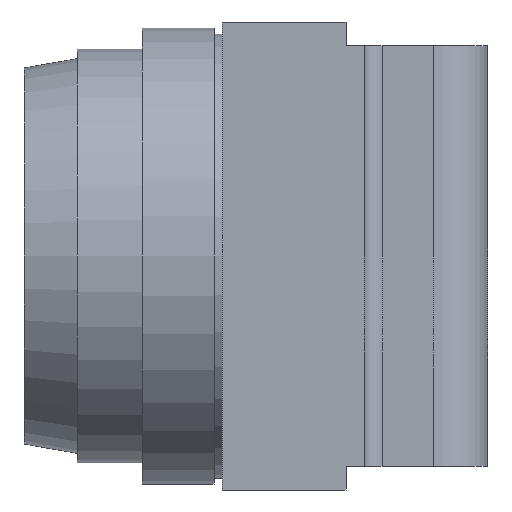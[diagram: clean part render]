
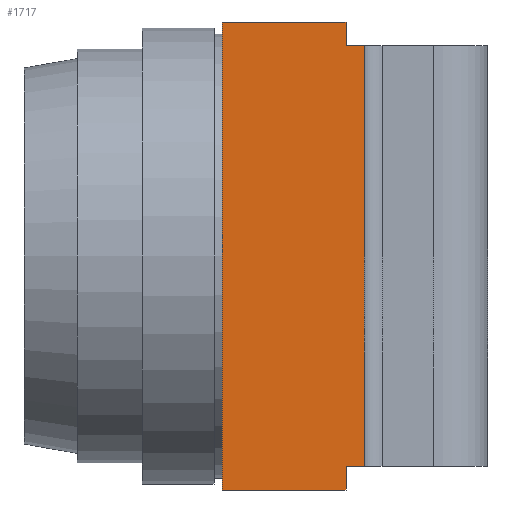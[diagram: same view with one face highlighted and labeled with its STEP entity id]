
A CAD part, left-side view. The second image highlights one B-rep face of the part: STEP entity #1717.
In plain terms, the highlighted planar face has unit normal (-1, 0, 0).
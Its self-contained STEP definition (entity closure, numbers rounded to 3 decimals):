
#765 = CARTESIAN_POINT ( 'NONE',  ( -20., 0., -19.5 ) ) ;
#766 = DIRECTION ( 'NONE',  ( 0., 0., 1. ) ) ;
#767 = VECTOR ( 'NONE', #766, 1000. ) ;
#768 = CARTESIAN_POINT ( 'NONE',  ( -20., 0., -19.5 ) ) ;
#769 = DIRECTION ( 'NONE',  ( 0., 0., -1. ) ) ;
#770 = DIRECTION ( 'NONE',  ( 1., 0., 0. ) ) ;
#771 = CARTESIAN_POINT ( 'NONE',  ( -20., 10.3, -19.5 ) ) ;
#772 = AXIS2_PLACEMENT_3D ( 'NONE', #771, #770, #769 ) ;
#773 = LINE ( 'NONE', #768, #767 ) ;
#774 = PLANE ( 'NONE',  #772 ) ;
#852 = FACE_OUTER_BOUND ( 'NONE', #1718, .T. ) ;
#863 = CARTESIAN_POINT ( 'NONE',  ( -20., -1.5, -17.5 ) ) ;
#864 = DIRECTION ( 'NONE',  ( 0., -1., 0. ) ) ;
#865 = VECTOR ( 'NONE', #864, 1000. ) ;
#866 = CARTESIAN_POINT ( 'NONE',  ( -20., -1.5, -17.5 ) ) ;
#867 = LINE ( 'NONE', #866, #865 ) ;
#872 = CARTESIAN_POINT ( 'NONE',  ( -20., 0., -17.5 ) ) ;
#1347 = DIRECTION ( 'NONE',  ( 0., 0., 1. ) ) ;
#1348 = VECTOR ( 'NONE', #1347, 1000. ) ;
#1349 = CARTESIAN_POINT ( 'NONE',  ( -20., 0., -19.5 ) ) ;
#1350 = LINE ( 'NONE', #1349, #1348 ) ;
#1351 = CARTESIAN_POINT ( 'NONE',  ( -20., 0., 17.5 ) ) ;
#1352 = DIRECTION ( 'NONE',  ( 0., -1., 0. ) ) ;
#1353 = VECTOR ( 'NONE', #1352, 1000. ) ;
#1354 = CARTESIAN_POINT ( 'NONE',  ( -20., -1.5, 17.5 ) ) ;
#1355 = LINE ( 'NONE', #1354, #1353 ) ;
#1451 = CARTESIAN_POINT ( 'NONE',  ( -20., 10.3, 19.5 ) ) ;
#1452 = CARTESIAN_POINT ( 'NONE',  ( -20., 10.3, -19.5 ) ) ;
#1453 = DIRECTION ( 'NONE',  ( 0., 0., 1. ) ) ;
#1454 = VECTOR ( 'NONE', #1453, 1000. ) ;
#1455 = CARTESIAN_POINT ( 'NONE',  ( -20., 10.3, -19.5 ) ) ;
#1459 = LINE ( 'NONE', #1455, #1454 ) ;
#1606 = CARTESIAN_POINT ( 'NONE',  ( -20., -1.5, 17.5 ) ) ;
#1607 = DIRECTION ( 'NONE',  ( 0., 0., -1. ) ) ;
#1608 = VECTOR ( 'NONE', #1607, 1000. ) ;
#1609 = CARTESIAN_POINT ( 'NONE',  ( -20., -1.5, 17.5 ) ) ;
#1610 = LINE ( 'NONE', #1609, #1608 ) ;
#1626 = DIRECTION ( 'NONE',  ( 0., -1., 0. ) ) ;
#1627 = VECTOR ( 'NONE', #1626, 1000. ) ;
#1628 = CARTESIAN_POINT ( 'NONE',  ( -20., 10.3, -19.5 ) ) ;
#1629 = LINE ( 'NONE', #1628, #1627 ) ;
#1631 = DIRECTION ( 'NONE',  ( 0., -1., 0. ) ) ;
#1632 = VECTOR ( 'NONE', #1631, 1000. ) ;
#1633 = CARTESIAN_POINT ( 'NONE',  ( -20., 10.3, 19.5 ) ) ;
#1634 = LINE ( 'NONE', #1633, #1632 ) ;
#1635 = CARTESIAN_POINT ( 'NONE',  ( -20., 0., 19.5 ) ) ;
#1707 = VERTEX_POINT ( 'NONE', #872 ) ;
#1708 = ORIENTED_EDGE ( 'NONE', *, *, #1709, .T. ) ;
#1709 = EDGE_CURVE ( 'NONE', #1707, #1710, #867, .T. ) ;
#1710 = VERTEX_POINT ( 'NONE', #863 ) ;
#1717 = ADVANCED_FACE ( 'NONE', ( #852 ), #774, .F. ) ;
#1718 = EDGE_LOOP ( 'NONE', ( #1719, #1708, #1906, #1847, #1850, #1939, #1941, #1942 ) ) ;
#1719 = ORIENTED_EDGE ( 'NONE', *, *, #1720, .T. ) ;
#1720 = EDGE_CURVE ( 'NONE', #1721, #1707, #773, .T. ) ;
#1721 = VERTEX_POINT ( 'NONE', #765 ) ;
#1847 = ORIENTED_EDGE ( 'NONE', *, *, #1848, .F. ) ;
#1848 = EDGE_CURVE ( 'NONE', #1849, #1908, #1355, .T. ) ;
#1849 = VERTEX_POINT ( 'NONE', #1351 ) ;
#1850 = ORIENTED_EDGE ( 'NONE', *, *, #1851, .T. ) ;
#1851 = EDGE_CURVE ( 'NONE', #1849, #1938, #1350, .T. ) ;
#1890 = EDGE_CURVE ( 'NONE', #1891, #1892, #1459, .T. ) ;
#1891 = VERTEX_POINT ( 'NONE', #1452 ) ;
#1892 = VERTEX_POINT ( 'NONE', #1451 ) ;
#1906 = ORIENTED_EDGE ( 'NONE', *, *, #1907, .F. ) ;
#1907 = EDGE_CURVE ( 'NONE', #1908, #1710, #1610, .T. ) ;
#1908 = VERTEX_POINT ( 'NONE', #1606 ) ;
#1938 = VERTEX_POINT ( 'NONE', #1635 ) ;
#1939 = ORIENTED_EDGE ( 'NONE', *, *, #1940, .F. ) ;
#1940 = EDGE_CURVE ( 'NONE', #1892, #1938, #1634, .T. ) ;
#1941 = ORIENTED_EDGE ( 'NONE', *, *, #1890, .F. ) ;
#1942 = ORIENTED_EDGE ( 'NONE', *, *, #1943, .T. ) ;
#1943 = EDGE_CURVE ( 'NONE', #1891, #1721, #1629, .T. ) ;
